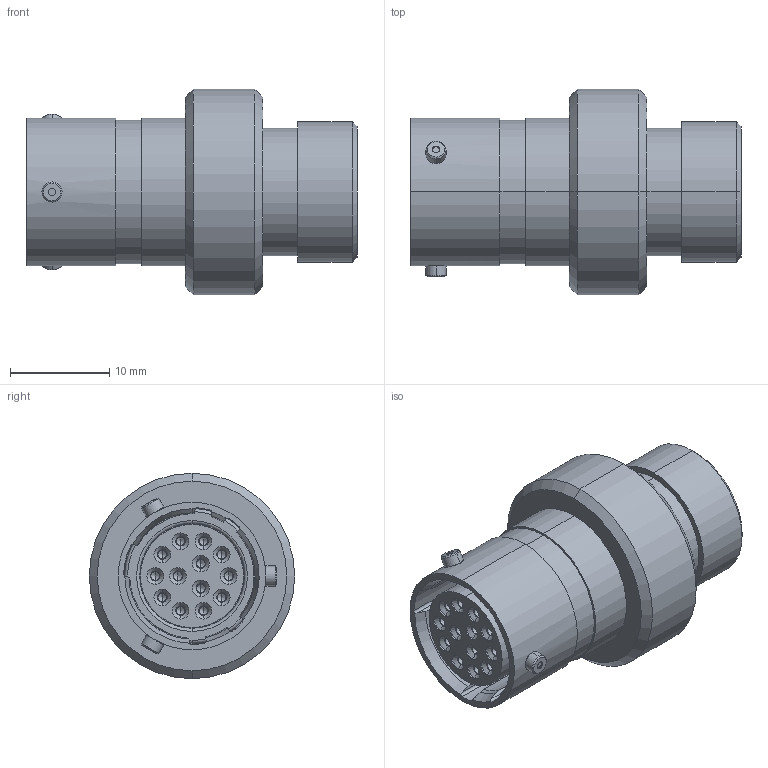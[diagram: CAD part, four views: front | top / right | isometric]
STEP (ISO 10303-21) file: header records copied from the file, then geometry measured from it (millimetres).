
FILE_DESCRIPTION (( 'STEP AP214' ), '1' );
FILE_NAME ('AS110-35SD.STEP', '2019-11-07T12:25:35', ( 'TE Connectivity' ), ( 'TE Connectivity' ), 'SwSTEP 2.0', 'SolidWorks 2016', '' );
FILE_SCHEMA (( 'AUTOMOTIVE_DESIGN' ));
Length unit declared in the file: millimetre
Products named in the file (1): AS110-35SD
Bounding box: 33.3 x 20.7 x 20.7 mm (x, y, z)
Volume: 5429.2 mm3; surface area: 9730.5 mm2
Topology: 35 solids, 35 shells, 1739 faces, 3764 edges, 2117 vertices
Faces by surface type: torus 644, cylinder 456, cone 394, plane 231, sphere 14
Entity records: 67226 total; most frequent: DIRECTION 9579, CARTESIAN_POINT 8450, ORIENTED_EDGE 7456, AXIS2_PLACEMENT_3D 4266, EDGE_CURVE 3728, CIRCLE 2526, VERTEX_POINT 2115, EDGE_LOOP 1885
